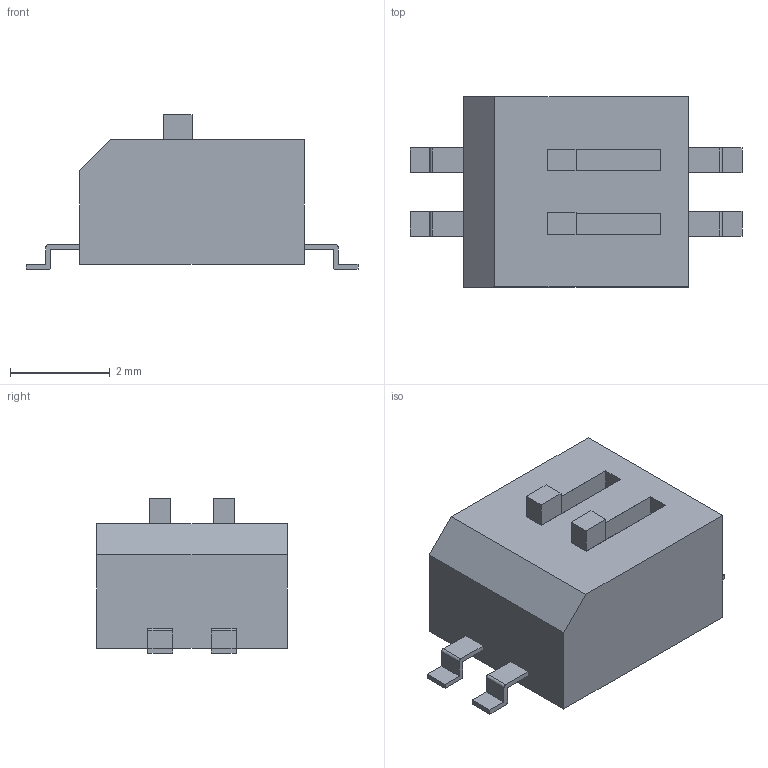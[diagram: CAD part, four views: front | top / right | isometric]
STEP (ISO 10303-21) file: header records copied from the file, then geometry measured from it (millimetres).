
FILE_DESCRIPTION(/* description */ ('model of SW_DIP_x2_W6.15mm_Slide_Omron_A6H'),/* implementation_level */ '2;1');
FILE_NAME(/* name */ 'SW_DIP_x2_W6.15mm_Slide_Omron_A6H.step',/* time_stamp */ '2017-10-28T13:06:35',/* author */ ('kicad StepUp','ksu'),/* organization */ ('FreeCAD'),/* preprocessor_version */ 'OCC',/* originating_system */ 'kicad StepUp',/* authorisation */ '');
FILE_SCHEMA(('AUTOMOTIVE_DESIGN { 1 0 10303 214 1 1 1 1 }'));
Length unit declared in the file: millimetre
Products named in the file (5): ASSEMBLY; SW_DIP_x2_W615mm_Slide_Omron_A6H001; Shape0_477979358613; Shape0_498135812555; SW_DIP_x2_W615mm_Slide_Omron_A6H
Assembly tree (4 placements, depth 2):
  ASSEMBLY
    SW_DIP_x2_W615mm_Slide_Omron_A6H001
    Shape0_477979358613
    Shape0_498135812555
    SW_DIP_x2_W615mm_Slide_Omron_A6H
Bounding box: 6.65 x 3.81 x 3.1 mm (x, y, z)
Surface area: 185.4 mm2
Topology: 6 solids, 6 shells, 90 faces, 218 edges, 144 vertices
Faces by surface type: plane 82, cylinder 8
Entity records: 2885 total; most frequent: CARTESIAN_POINT 457, ORIENTED_EDGE 436, DIRECTION 424, EDGE_CURVE 218, LINE 202, VECTOR 202, VERTEX_POINT 144, AXIS2_PLACEMENT_3D 111
